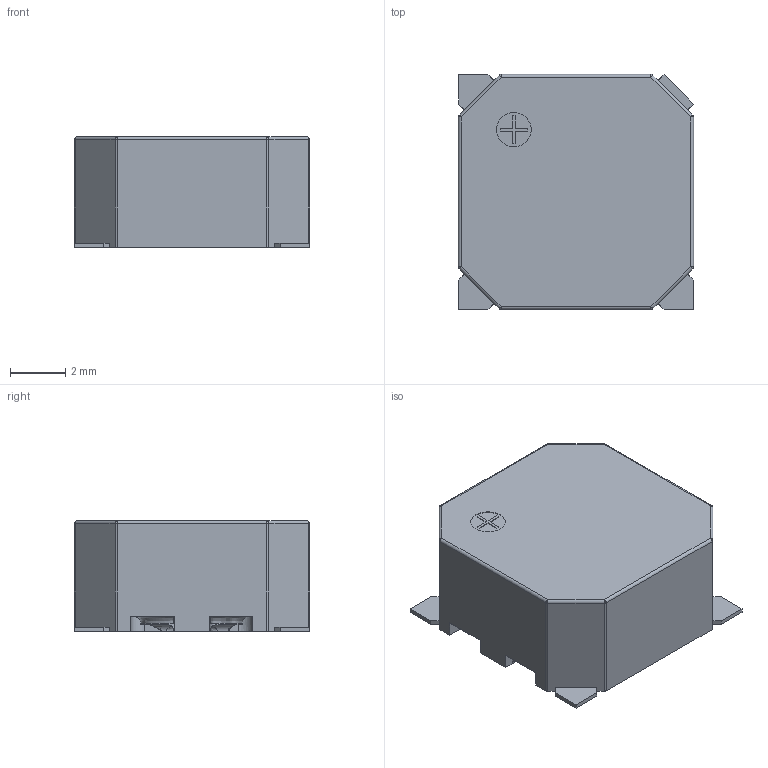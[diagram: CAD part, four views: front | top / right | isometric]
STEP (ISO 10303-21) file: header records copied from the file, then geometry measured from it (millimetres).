
FILE_DESCRIPTION(/* description */ (''),/* implementation_level */ '2;1');
FILE_NAME(/* name */ 'PUI Audio - SMT-0827-S-2-R.step',/* time_stamp */ '2020-04-17T14:29:09+01:00',/* author */ (''),/* organization */ (''),/* preprocessor_version */ 'ST-DEVELOPER v18.1',/* originating_system */ 'Autodesk Translation Framework v9.2.0.1227',/* authorisation */ '');
FILE_SCHEMA (('AUTOMOTIVE_DESIGN { 1 0 10303 214 3 1 1 }'));
Length unit declared in the file: millimetre
Products named in the file (1): PUI Audio - SMT-0827-S-2-R
Bounding box: 8.5 x 8.5 x 4 mm (x, y, z)
Volume: 183.6 mm3; surface area: 496.3 mm2
Topology: 1 solids, 1 shells, 213 faces, 563 edges, 357 vertices
Faces by surface type: plane 142, cylinder 47, bspline 12, sphere 8, torus 4
Full cylindrical faces by diameter (mm): 0.399 x1, 0.7 x2, 0.95 x2, 1.1 x1, 1.2 x2, 1.25 x1, 3 x1, 3.9 x1, 3.95 x1
Entity records: 8671 total; most frequent: CARTESIAN_POINT 3155, ORIENTED_EDGE 1122, DIRECTION 1035, EDGE_CURVE 561, LINE 419, VECTOR 419, VERTEX_POINT 357, AXIS2_PLACEMENT_3D 308
